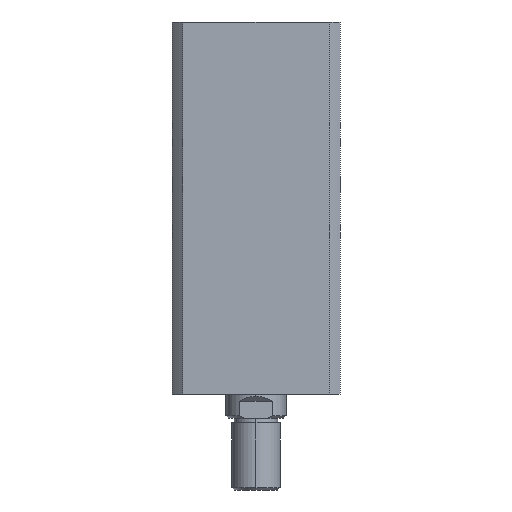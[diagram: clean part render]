
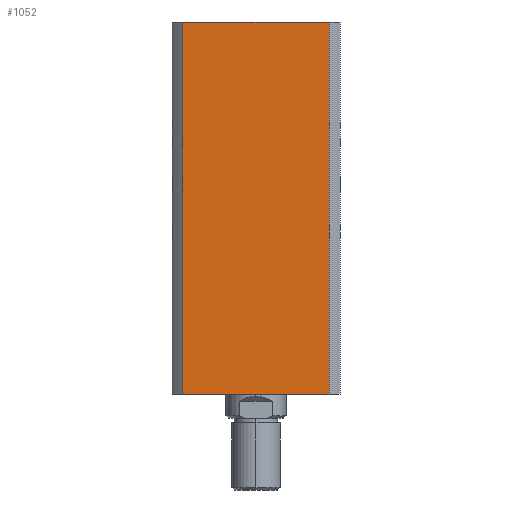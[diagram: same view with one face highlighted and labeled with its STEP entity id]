
A CAD part, left-side view. The second image highlights one B-rep face of the part: STEP entity #1052.
In plain terms, the highlighted planar face has unit normal (-1, 0, 0).
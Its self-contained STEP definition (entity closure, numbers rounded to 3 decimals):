
#22 = VERTEX_POINT ( 'NONE', #643 ) ;
#108 = VERTEX_POINT ( 'NONE', #639 ) ;
#110 = VERTEX_POINT ( 'NONE', #642 ) ;
#202 = CARTESIAN_POINT ( 'NONE',  ( -35., -30.615, 0. ) ) ;
#639 = CARTESIAN_POINT ( 'NONE',  ( -35., -30.615, 155. ) ) ;
#642 = CARTESIAN_POINT ( 'NONE',  ( -35., 30.615, 155. ) ) ;
#643 = CARTESIAN_POINT ( 'NONE',  ( -35., 30.615, 0. ) ) ;
#814 = EDGE_LOOP ( 'NONE', ( #3661, #3662, #3663, #3664 ) ) ;
#1052 = ADVANCED_FACE ( 'NONE', ( #2806 ), #1355, .F. ) ;
#1301 = VERTEX_POINT ( 'NONE', #202 ) ;
#1350 = DIRECTION ( 'NONE',  ( 0., 0., -1. ) ) ;
#1351 = DIRECTION ( 'NONE',  ( 1., 0., 0. ) ) ;
#1355 = PLANE ( 'NONE',  #2067 ) ;
#1358 = CARTESIAN_POINT ( 'NONE',  ( -35., 0., 155. ) ) ;
#1915 = EDGE_CURVE ( 'NONE', #110, #22, #3317, .T. ) ;
#1917 = EDGE_CURVE ( 'NONE', #22, #1301, #3320, .T. ) ;
#1918 = EDGE_CURVE ( 'NONE', #108, #1301, #3321, .T. ) ;
#1919 = EDGE_CURVE ( 'NONE', #110, #108, #3318, .T. ) ;
#2067 = AXIS2_PLACEMENT_3D ( 'NONE', #1358, #1351, #1350 ) ;
#2152 = DIRECTION ( 'NONE',  ( 0., 0., -1. ) ) ;
#2158 = CARTESIAN_POINT ( 'NONE',  ( -35., 30.615, 155. ) ) ;
#2161 = DIRECTION ( 'NONE',  ( 0., -1., 0. ) ) ;
#2165 = CARTESIAN_POINT ( 'NONE',  ( -35., 0., 0. ) ) ;
#2167 = CARTESIAN_POINT ( 'NONE',  ( -35., 0., 155. ) ) ;
#2171 = CARTESIAN_POINT ( 'NONE',  ( -35., -30.615, 155. ) ) ;
#2173 = DIRECTION ( 'NONE',  ( 0., 0., -1. ) ) ;
#2174 = DIRECTION ( 'NONE',  ( 0., -1., 0. ) ) ;
#2806 = FACE_OUTER_BOUND ( 'NONE', #814, .T. ) ;
#3317 = LINE ( 'NONE', #2158, #3319 ) ;
#3318 = LINE ( 'NONE', #2167, #3326 ) ;
#3319 = VECTOR ( 'NONE', #2152, 1000. ) ;
#3320 = LINE ( 'NONE', #2165, #3322 ) ;
#3321 = LINE ( 'NONE', #2171, #3324 ) ;
#3322 = VECTOR ( 'NONE', #2161, 1000. ) ;
#3324 = VECTOR ( 'NONE', #2173, 1000. ) ;
#3326 = VECTOR ( 'NONE', #2174, 1000. ) ;
#3661 = ORIENTED_EDGE ( 'NONE', *, *, #1917, .T. ) ;
#3662 = ORIENTED_EDGE ( 'NONE', *, *, #1918, .F. ) ;
#3663 = ORIENTED_EDGE ( 'NONE', *, *, #1919, .F. ) ;
#3664 = ORIENTED_EDGE ( 'NONE', *, *, #1915, .T. ) ;
